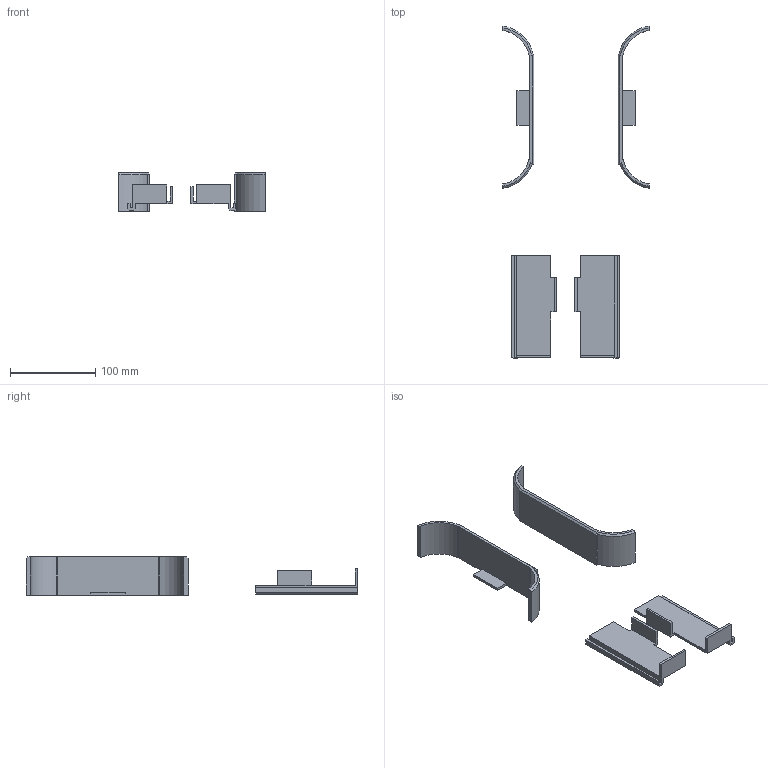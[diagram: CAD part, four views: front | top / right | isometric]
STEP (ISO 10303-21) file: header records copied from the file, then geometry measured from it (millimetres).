
FILE_DESCRIPTION(('HOOPS Exchange Step'),'2;1');
FILE_NAME('temp_export','2025-05-07T23:09:53+07:00',('ADMIN'),('Shapr3D Limited'),'HOOPS Exchange 2024.8','Shapr3D','Authorized');
FILE_SCHEMA( ('AP203_CONFIGURATION_CONTROLLED_3D_DESIGN_OF_MECHANICAL_PARTS_AND_ASSEMBLIES_MIM_LF') );
Length unit declared in the file: millimetre
Products named in the file (1): root
Bounding box: 171.5 x 389.07 x 45 mm (x, y, z)
Volume: 154334 mm3; surface area: 84442 mm2
Topology: 4 solids, 4 shells, 90 faces, 238 edges, 156 vertices
Faces by surface type: plane 74, cylinder 12, cone 4
Entity records: 2792 total; most frequent: CARTESIAN_POINT 509, ORIENTED_EDGE 476, DIRECTION 440, EDGE_CURVE 238, VECTOR 202, LINE 202, VERTEX_POINT 156, AXIS2_PLACEMENT_3D 119
